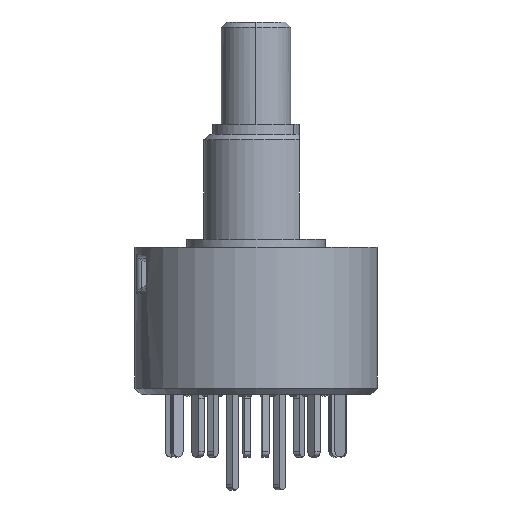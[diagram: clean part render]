
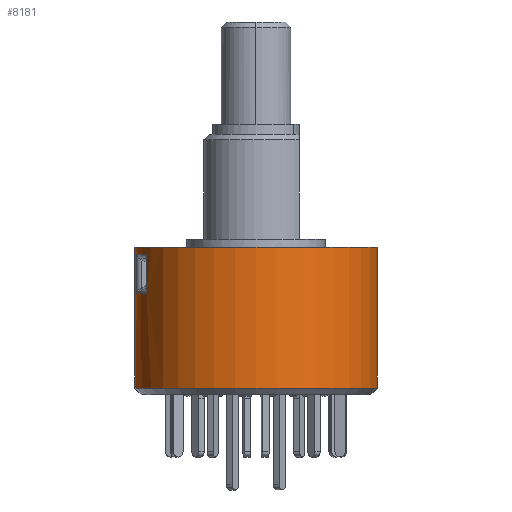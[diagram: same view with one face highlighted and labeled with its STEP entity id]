
A CAD part, left-side view. The second image highlights one B-rep face of the part: STEP entity #8181.
In plain terms, the highlighted cylindrical face has radius 7 mm (diameter 14 mm), a partial arc.
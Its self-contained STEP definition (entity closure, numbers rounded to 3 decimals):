
#104 = CARTESIAN_POINT ( 'NONE',  ( -1.252, 6.887, -0.888 ) ) ;
#196 = ORIENTED_EDGE ( 'NONE', *, *, #13578, .F. ) ;
#568 = CARTESIAN_POINT ( 'NONE',  ( -1.252, 6.887, -3.094 ) ) ;
#958 = CARTESIAN_POINT ( 'NONE',  ( 0., 0., -0.45 ) ) ;
#1047 = DIRECTION ( 'NONE',  ( 0., 0., -1. ) ) ;
#1108 = CARTESIAN_POINT ( 'NONE',  ( -3.036, 6.308, -0.888 ) ) ;
#1162 = FACE_BOUND ( 'NONE', #14988, .T. ) ;
#1178 = EDGE_CURVE ( 'NONE', #7452, #5379, #13907, .T. ) ;
#1235 = CARTESIAN_POINT ( 'NONE',  ( -3.036, 6.308, -0.888 ) ) ;
#1627 = VERTEX_POINT ( 'NONE', #8056 ) ;
#1820 = EDGE_CURVE ( 'NONE', #9124, #11769, #14486, .T. ) ;
#1877 = VERTEX_POINT ( 'NONE', #15069 ) ;
#1909 = CARTESIAN_POINT ( 'NONE',  ( -2.163, 6.657, -3.129 ) ) ;
#1968 = LINE ( 'NONE', #13624, #12520 ) ;
#2148 = CARTESIAN_POINT ( 'NONE',  ( 0., 7., -8.574 ) ) ;
#2279 = DIRECTION ( 'NONE',  ( 0., -1., 0. ) ) ;
#2536 = EDGE_LOOP ( 'NONE', ( #10912, #196, #7451, #14810 ) ) ;
#2893 = VERTEX_POINT ( 'NONE', #6581 ) ;
#3330 = DIRECTION ( 'NONE',  ( 0., 0., 1. ) ) ;
#3545 = CARTESIAN_POINT ( 'NONE',  ( -1.56, 6.831, -3.117 ) ) ;
#3794 =( BOUNDED_CURVE ( )  B_SPLINE_CURVE ( 3, ( #11029, #13377, #6057, #4807 ),
 .UNSPECIFIED., .F., .F. ) 
 B_SPLINE_CURVE_WITH_KNOTS ( ( 4, 4 ),
 ( 6.149, 6.283 ),
 .UNSPECIFIED. ) 
 CURVE ( )  GEOMETRIC_REPRESENTATION_ITEM ( )  RATIONAL_B_SPLINE_CURVE ( ( 1., 0.998, 0.998, 1. ) ) 
 REPRESENTATION_ITEM ( '' )  );
#3807 = CARTESIAN_POINT ( 'NONE',  ( -1.252, 6.887, -3.094 ) ) ;
#4551 = CARTESIAN_POINT ( 'NONE',  ( -1.252, 6.887, -0.888 ) ) ;
#4807 = CARTESIAN_POINT ( 'NONE',  ( -2.163, 6.657, -3.129 ) ) ;
#4836 = EDGE_CURVE ( 'NONE', #8403, #9124, #6767, .T. ) ;
#5181 =( BOUNDED_CURVE ( )  B_SPLINE_CURVE ( 3, ( #6094, #16073, #3545, #3807 ),
 .UNSPECIFIED., .F., .F. ) 
 B_SPLINE_CURVE_WITH_KNOTS ( ( 4, 4 ),
 ( 0., 0.134 ),
 .UNSPECIFIED. ) 
 CURVE ( )  GEOMETRIC_REPRESENTATION_ITEM ( )  RATIONAL_B_SPLINE_CURVE ( ( 1., 0.998, 0.998, 1. ) ) 
 REPRESENTATION_ITEM ( '' )  );
#5290 = EDGE_CURVE ( 'NONE', #1627, #6610, #3794, .T. ) ;
#5379 = VERTEX_POINT ( 'NONE', #15092 ) ;
#5449 = CARTESIAN_POINT ( 'NONE',  ( -1.252, 6.887, -0.45 ) ) ;
#5895 = LINE ( 'NONE', #12358, #10377 ) ;
#6057 = CARTESIAN_POINT ( 'NONE',  ( -2.462, 6.56, -3.129 ) ) ;
#6094 = CARTESIAN_POINT ( 'NONE',  ( -2.163, 6.657, -3.129 ) ) ;
#6200 = DIRECTION ( 'NONE',  ( 0., 0., -1. ) ) ;
#6210 = FACE_OUTER_BOUND ( 'NONE', #2536, .T. ) ;
#6407 = CARTESIAN_POINT ( 'NONE',  ( -1.871, 6.775, -0.841 ) ) ;
#6581 = CARTESIAN_POINT ( 'NONE',  ( 0., -7., -0.45 ) ) ;
#6610 = VERTEX_POINT ( 'NONE', #1909 ) ;
#6767 = LINE ( 'NONE', #5449, #11662 ) ;
#6848 = ORIENTED_EDGE ( 'NONE', *, *, #12167, .T. ) ;
#7451 = ORIENTED_EDGE ( 'NONE', *, *, #13118, .T. ) ;
#7452 = VERTEX_POINT ( 'NONE', #2148 ) ;
#7580 = ORIENTED_EDGE ( 'NONE', *, *, #5290, .T. ) ;
#8020 = CARTESIAN_POINT ( 'NONE',  ( 0., 0., -0.45 ) ) ;
#8056 = CARTESIAN_POINT ( 'NONE',  ( -3.036, 6.308, -3.094 ) ) ;
#8130 = DIRECTION ( 'NONE',  ( 0., -1., 0. ) ) ;
#8181 = ADVANCED_FACE ( 'NONE', ( #6210, #1162 ), #15487, .T. ) ;
#8403 = VERTEX_POINT ( 'NONE', #568 ) ;
#8620 = CARTESIAN_POINT ( 'NONE',  ( -3.036, 6.308, -0.45 ) ) ;
#8809 = CIRCLE ( 'NONE', #10429, 7. ) ;
#8926 = CARTESIAN_POINT ( 'NONE',  ( -2.469, 6.58, -0.841 ) ) ;
#9124 = VERTEX_POINT ( 'NONE', #4551 ) ;
#10377 = VECTOR ( 'NONE', #1047, 1000. ) ;
#10429 = AXIS2_PLACEMENT_3D ( 'NONE', #8020, #11982, #8130 ) ;
#10451 = DIRECTION ( 'NONE',  ( 0., 0., 1. ) ) ;
#10912 = ORIENTED_EDGE ( 'NONE', *, *, #13816, .F. ) ;
#10963 = CARTESIAN_POINT ( 'NONE',  ( 0., 0., -8.574 ) ) ;
#11029 = CARTESIAN_POINT ( 'NONE',  ( -3.036, 6.308, -3.094 ) ) ;
#11662 = VECTOR ( 'NONE', #10451, 1000. ) ;
#11769 = VERTEX_POINT ( 'NONE', #1108 ) ;
#11870 = AXIS2_PLACEMENT_3D ( 'NONE', #10963, #3330, #2279 ) ;
#11982 = DIRECTION ( 'NONE',  ( 0., 0., 1. ) ) ;
#12075 = AXIS2_PLACEMENT_3D ( 'NONE', #958, #15133, #12553 ) ;
#12167 = EDGE_CURVE ( 'NONE', #11769, #1627, #14221, .T. ) ;
#12358 = CARTESIAN_POINT ( 'NONE',  ( 0., 7., -0.45 ) ) ;
#12520 = VECTOR ( 'NONE', #6200, 1000. ) ;
#12553 = DIRECTION ( 'NONE',  ( 0., 1., 0. ) ) ;
#13080 = ORIENTED_EDGE ( 'NONE', *, *, #15152, .T. ) ;
#13118 = EDGE_CURVE ( 'NONE', #1877, #7452, #5895, .T. ) ;
#13377 = CARTESIAN_POINT ( 'NONE',  ( -2.753, 6.444, -3.117 ) ) ;
#13578 = EDGE_CURVE ( 'NONE', #1877, #2893, #8809, .T. ) ;
#13624 = CARTESIAN_POINT ( 'NONE',  ( 0., -7., -0.45 ) ) ;
#13737 = DIRECTION ( 'NONE',  ( 0., 0., -1. ) ) ;
#13799 = VECTOR ( 'NONE', #13737, 1000. ) ;
#13816 = EDGE_CURVE ( 'NONE', #2893, #5379, #1968, .T. ) ;
#13907 = CIRCLE ( 'NONE', #11870, 7. ) ;
#14221 = LINE ( 'NONE', #8620, #13799 ) ;
#14486 =( BOUNDED_CURVE ( )  B_SPLINE_CURVE ( 3, ( #104, #6407, #8926, #1235 ),
 .UNSPECIFIED., .F., .T. ) 
 B_SPLINE_CURVE_WITH_KNOTS ( ( 4, 4 ),
 ( 3.007, 3.276 ),
 .UNSPECIFIED. ) 
 CURVE ( )  GEOMETRIC_REPRESENTATION_ITEM ( )  RATIONAL_B_SPLINE_CURVE ( ( 1., 0.994, 0.994, 1. ) ) 
 REPRESENTATION_ITEM ( '' )  );
#14573 = ORIENTED_EDGE ( 'NONE', *, *, #4836, .T. ) ;
#14810 = ORIENTED_EDGE ( 'NONE', *, *, #1178, .T. ) ;
#14988 = EDGE_LOOP ( 'NONE', ( #7580, #13080, #14573, #15852, #6848 ) ) ;
#15069 = CARTESIAN_POINT ( 'NONE',  ( 0., 7., -0.45 ) ) ;
#15092 = CARTESIAN_POINT ( 'NONE',  ( 0., -7., -8.574 ) ) ;
#15133 = DIRECTION ( 'NONE',  ( 0., 0., -1. ) ) ;
#15152 = EDGE_CURVE ( 'NONE', #6610, #8403, #5181, .T. ) ;
#15487 = CYLINDRICAL_SURFACE ( 'NONE', #12075, 7. ) ;
#15852 = ORIENTED_EDGE ( 'NONE', *, *, #1820, .T. ) ;
#16073 = CARTESIAN_POINT ( 'NONE',  ( -1.865, 6.754, -3.129 ) ) ;
